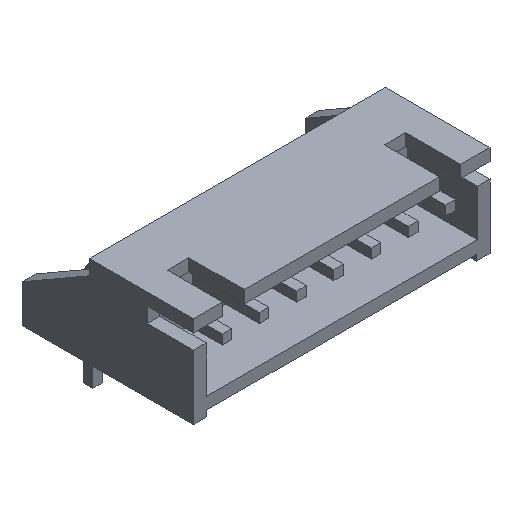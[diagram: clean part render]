
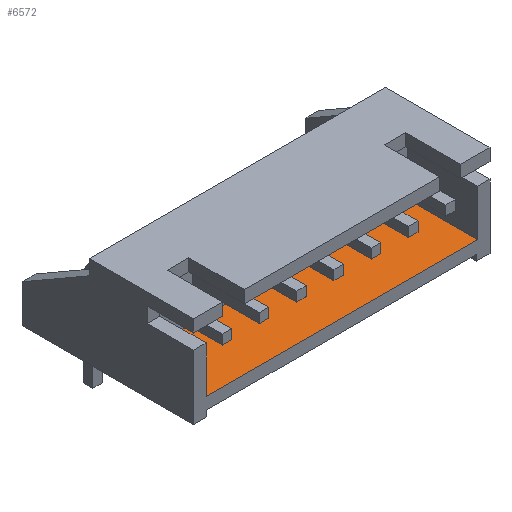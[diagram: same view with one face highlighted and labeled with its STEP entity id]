
A CAD part, isometric view. The second image highlights one B-rep face of the part: STEP entity #6572.
In plain terms, the highlighted planar face has unit normal (0, 0, 1).
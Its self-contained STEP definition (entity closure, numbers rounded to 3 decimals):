
#278 = PLANE('',#279);
#279 = AXIS2_PLACEMENT_3D('',#280,#281,#282);
#280 = CARTESIAN_POINT('',(-2.45,-9.2,4.325));
#281 = DIRECTION('',(0.,1.,0.));
#282 = DIRECTION('',(0.,0.,-1.));
#1524 = VERTEX_POINT('',#1525);
#1525 = CARTESIAN_POINT('',(16.6,-9.2,1.225));
#1539 = PLANE('',#1540);
#1540 = AXIS2_PLACEMENT_3D('',#1541,#1542,#1543);
#1541 = CARTESIAN_POINT('',(16.6,-4.5,5.325));
#1542 = DIRECTION('',(1.,0.,0.));
#1543 = DIRECTION('',(0.,0.,1.));
#1551 = EDGE_CURVE('',#1552,#1524,#1554,.T.);
#1552 = VERTEX_POINT('',#1553);
#1553 = CARTESIAN_POINT('',(-1.6,-9.2,1.225));
#1554 = SURFACE_CURVE('',#1555,(#1559,#1566),.PCURVE_S1.);
#1555 = LINE('',#1556,#1557);
#1556 = CARTESIAN_POINT('',(16.6,-9.2,1.225));
#1557 = VECTOR('',#1558,1.);
#1558 = DIRECTION('',(1.,0.,0.));
#1559 = PCURVE('',#278,#1560);
#1560 = DEFINITIONAL_REPRESENTATION('',(#1561),#1565);
#1561 = LINE('',#1562,#1563);
#1562 = CARTESIAN_POINT('',(3.1,-19.05));
#1563 = VECTOR('',#1564,1.);
#1564 = DIRECTION('',(0.,-1.));
#1565 = ( GEOMETRIC_REPRESENTATION_CONTEXT(2) 
PARAMETRIC_REPRESENTATION_CONTEXT() REPRESENTATION_CONTEXT('2D SPACE',''
  ) );
#1566 = PCURVE('',#1567,#1572);
#1567 = PLANE('',#1568);
#1568 = AXIS2_PLACEMENT_3D('',#1569,#1570,#1571);
#1569 = CARTESIAN_POINT('',(16.6,-4.5,1.225));
#1570 = DIRECTION('',(0.,0.,-1.));
#1571 = DIRECTION('',(1.,0.,0.));
#1572 = DEFINITIONAL_REPRESENTATION('',(#1573),#1577);
#1573 = LINE('',#1574,#1575);
#1574 = CARTESIAN_POINT('',(0.,4.7));
#1575 = VECTOR('',#1576,1.);
#1576 = DIRECTION('',(1.,0.));
#1577 = ( GEOMETRIC_REPRESENTATION_CONTEXT(2) 
PARAMETRIC_REPRESENTATION_CONTEXT() REPRESENTATION_CONTEXT('2D SPACE',''
  ) );
#1595 = PLANE('',#1596);
#1596 = AXIS2_PLACEMENT_3D('',#1597,#1598,#1599);
#1597 = CARTESIAN_POINT('',(-1.6,-4.5,5.325));
#1598 = DIRECTION('',(-1.,0.,0.));
#1599 = DIRECTION('',(0.,0.,-1.));
#2237 = PLANE('',#2238);
#2238 = AXIS2_PLACEMENT_3D('',#2239,#2240,#2241);
#2239 = CARTESIAN_POINT('',(16.6,-4.5,5.325));
#2240 = DIRECTION('',(0.,1.,0.));
#2241 = DIRECTION('',(0.,0.,-1.));
#6572 = ADVANCED_FACE('',(#6573),#1567,.F.);
#6573 = FACE_BOUND('',#6574,.T.);
#6574 = EDGE_LOOP('',(#6575,#6576,#6599,#6622));
#6575 = ORIENTED_EDGE('',*,*,#1551,.T.);
#6576 = ORIENTED_EDGE('',*,*,#6577,.F.);
#6577 = EDGE_CURVE('',#6578,#1524,#6580,.T.);
#6578 = VERTEX_POINT('',#6579);
#6579 = CARTESIAN_POINT('',(16.6,-4.5,1.225));
#6580 = SURFACE_CURVE('',#6581,(#6585,#6592),.PCURVE_S1.);
#6581 = LINE('',#6582,#6583);
#6582 = CARTESIAN_POINT('',(16.6,-4.5,1.225));
#6583 = VECTOR('',#6584,1.);
#6584 = DIRECTION('',(0.,-1.,0.));
#6585 = PCURVE('',#1567,#6586);
#6586 = DEFINITIONAL_REPRESENTATION('',(#6587),#6591);
#6587 = LINE('',#6588,#6589);
#6588 = CARTESIAN_POINT('',(0.,0.));
#6589 = VECTOR('',#6590,1.);
#6590 = DIRECTION('',(0.,1.));
#6591 = ( GEOMETRIC_REPRESENTATION_CONTEXT(2) 
PARAMETRIC_REPRESENTATION_CONTEXT() REPRESENTATION_CONTEXT('2D SPACE',''
  ) );
#6592 = PCURVE('',#1539,#6593);
#6593 = DEFINITIONAL_REPRESENTATION('',(#6594),#6598);
#6594 = LINE('',#6595,#6596);
#6595 = CARTESIAN_POINT('',(-4.1,0.));
#6596 = VECTOR('',#6597,1.);
#6597 = DIRECTION('',(0.,1.));
#6598 = ( GEOMETRIC_REPRESENTATION_CONTEXT(2) 
PARAMETRIC_REPRESENTATION_CONTEXT() REPRESENTATION_CONTEXT('2D SPACE',''
  ) );
#6599 = ORIENTED_EDGE('',*,*,#6600,.F.);
#6600 = EDGE_CURVE('',#6601,#6578,#6603,.T.);
#6601 = VERTEX_POINT('',#6602);
#6602 = CARTESIAN_POINT('',(-1.6,-4.5,1.225));
#6603 = SURFACE_CURVE('',#6604,(#6608,#6615),.PCURVE_S1.);
#6604 = LINE('',#6605,#6606);
#6605 = CARTESIAN_POINT('',(16.6,-4.5,1.225));
#6606 = VECTOR('',#6607,1.);
#6607 = DIRECTION('',(1.,0.,0.));
#6608 = PCURVE('',#1567,#6609);
#6609 = DEFINITIONAL_REPRESENTATION('',(#6610),#6614);
#6610 = LINE('',#6611,#6612);
#6611 = CARTESIAN_POINT('',(0.,0.));
#6612 = VECTOR('',#6613,1.);
#6613 = DIRECTION('',(1.,0.));
#6614 = ( GEOMETRIC_REPRESENTATION_CONTEXT(2) 
PARAMETRIC_REPRESENTATION_CONTEXT() REPRESENTATION_CONTEXT('2D SPACE',''
  ) );
#6615 = PCURVE('',#2237,#6616);
#6616 = DEFINITIONAL_REPRESENTATION('',(#6617),#6621);
#6617 = LINE('',#6618,#6619);
#6618 = CARTESIAN_POINT('',(4.1,0.));
#6619 = VECTOR('',#6620,1.);
#6620 = DIRECTION('',(0.,-1.));
#6621 = ( GEOMETRIC_REPRESENTATION_CONTEXT(2) 
PARAMETRIC_REPRESENTATION_CONTEXT() REPRESENTATION_CONTEXT('2D SPACE',''
  ) );
#6622 = ORIENTED_EDGE('',*,*,#6623,.T.);
#6623 = EDGE_CURVE('',#6601,#1552,#6624,.T.);
#6624 = SURFACE_CURVE('',#6625,(#6629,#6636),.PCURVE_S1.);
#6625 = LINE('',#6626,#6627);
#6626 = CARTESIAN_POINT('',(-1.6,-4.5,1.225));
#6627 = VECTOR('',#6628,1.);
#6628 = DIRECTION('',(0.,-1.,0.));
#6629 = PCURVE('',#1567,#6630);
#6630 = DEFINITIONAL_REPRESENTATION('',(#6631),#6635);
#6631 = LINE('',#6632,#6633);
#6632 = CARTESIAN_POINT('',(-18.2,0.));
#6633 = VECTOR('',#6634,1.);
#6634 = DIRECTION('',(0.,1.));
#6635 = ( GEOMETRIC_REPRESENTATION_CONTEXT(2) 
PARAMETRIC_REPRESENTATION_CONTEXT() REPRESENTATION_CONTEXT('2D SPACE',''
  ) );
#6636 = PCURVE('',#1595,#6637);
#6637 = DEFINITIONAL_REPRESENTATION('',(#6638),#6642);
#6638 = LINE('',#6639,#6640);
#6639 = CARTESIAN_POINT('',(4.1,0.));
#6640 = VECTOR('',#6641,1.);
#6641 = DIRECTION('',(0.,1.));
#6642 = ( GEOMETRIC_REPRESENTATION_CONTEXT(2) 
PARAMETRIC_REPRESENTATION_CONTEXT() REPRESENTATION_CONTEXT('2D SPACE',''
  ) );
